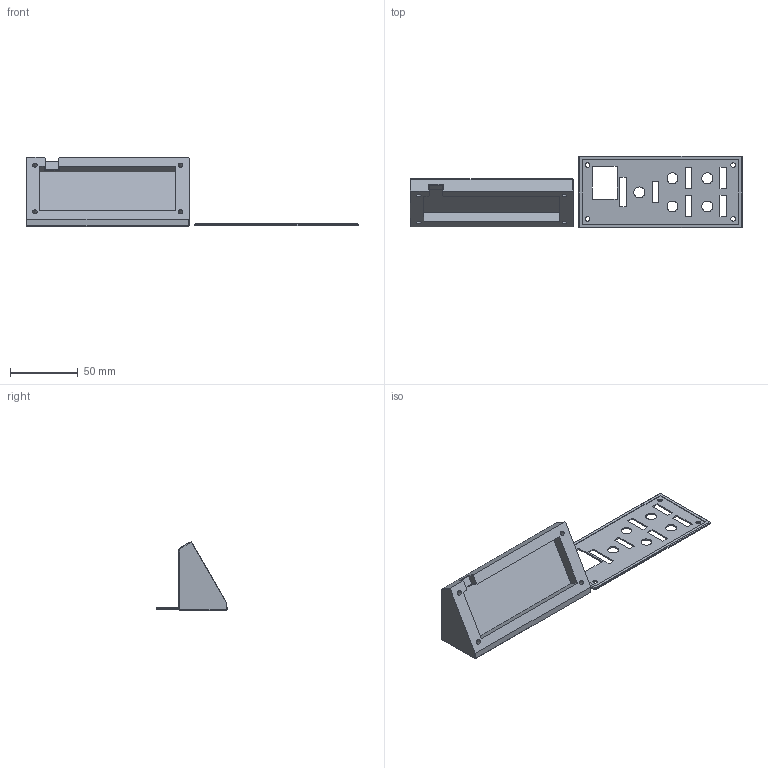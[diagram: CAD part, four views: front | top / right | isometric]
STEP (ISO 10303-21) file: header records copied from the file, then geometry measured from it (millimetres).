
FILE_DESCRIPTION(/* description */ (''),/* implementation_level */ '2;1');
FILE_NAME(/* name */ 'SoundRat.step',/* time_stamp */ '2026-02-15T16:42:29-07:00',/* author */ (''),/* organization */ (''),/* preprocessor_version */ 'ST-DEVELOPER v20.1',/* originating_system */ 'Autodesk Translation Framework v14.24.0.0',/* authorisation */ '');
FILE_SCHEMA (('AUTOMOTIVE_DESIGN { 1 0 10303 214 3 1 1 }'));
Length unit declared in the file: millimetre
Products named in the file (1): SoundRat
Bounding box: 244.18 x 52.6 x 50.75 mm (x, y, z)
Volume: 114108.6 mm3; surface area: 34387.3 mm2
Topology: 2 solids, 2 shells, 110 faces, 269 edges, 168 vertices
Faces by surface type: plane 93, cylinder 17
Full cylindrical faces by diameter (mm): 3.4 x8, 6 x4, 8 x5
Entity records: 3267 total; most frequent: CARTESIAN_POINT 548, ORIENTED_EDGE 538, DIRECTION 525, EDGE_CURVE 269, LINE 235, VECTOR 235, VERTEX_POINT 168, EDGE_LOOP 155
